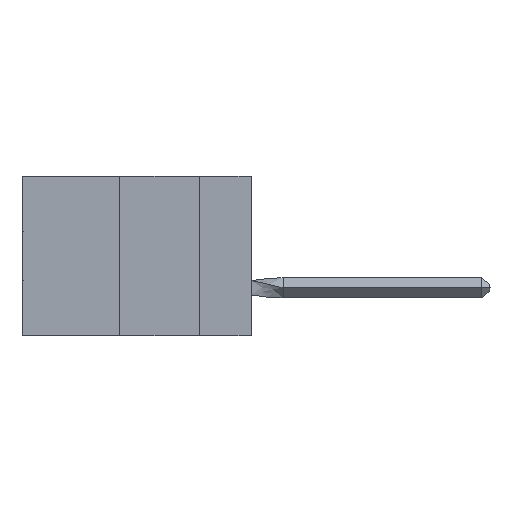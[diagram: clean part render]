
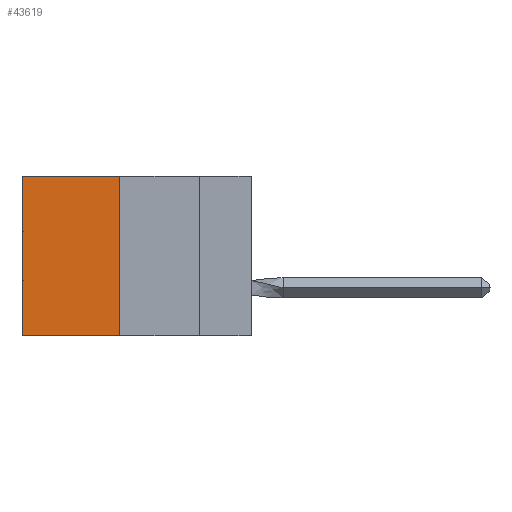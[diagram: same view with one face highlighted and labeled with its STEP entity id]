
A CAD part, left-side view. The second image highlights one B-rep face of the part: STEP entity #43619.
In plain terms, the highlighted planar face has unit normal (-1, 0, 0).
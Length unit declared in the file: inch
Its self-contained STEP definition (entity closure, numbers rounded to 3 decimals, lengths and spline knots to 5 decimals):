
#1746 = VERTEX_POINT ( 'NONE', #45733 ) ;
#4532 = AXIS2_PLACEMENT_3D ( 'NONE', #43488, #31895, #20803 ) ;
#6141 = CARTESIAN_POINT ( 'NONE',  ( 0.305, 0.413, -0.5 ) ) ;
#6455 = DIRECTION ( 'NONE',  ( 0., 1., 0. ) ) ;
#8026 = CARTESIAN_POINT ( 'NONE',  ( 0.305, 0.413, -0.5 ) ) ;
#11196 = CARTESIAN_POINT ( 'NONE',  ( 0.305, 0.413, 0. ) ) ;
#11596 = EDGE_CURVE ( 'NONE', #1746, #29455, #23657, .T. ) ;
#11979 = LINE ( 'NONE', #6141, #40351 ) ;
#14174 = ORIENTED_EDGE ( 'NONE', *, *, #37979, .T. ) ;
#14518 = CARTESIAN_POINT ( 'NONE',  ( 0.305, 0.72, 0. ) ) ;
#15521 = VECTOR ( 'NONE', #44089, 39.37008 ) ;
#19616 = LINE ( 'NONE', #42259, #33430 ) ;
#20803 = DIRECTION ( 'NONE',  ( 0., 0., -1. ) ) ;
#22616 = ORIENTED_EDGE ( 'NONE', *, *, #11596, .F. ) ;
#23332 = EDGE_LOOP ( 'NONE', ( #31276, #46986, #22616, #14174 ) ) ;
#23657 = LINE ( 'NONE', #31285, #46293 ) ;
#24928 = EDGE_CURVE ( 'NONE', #34989, #31183, #19616, .T. ) ;
#29455 = VERTEX_POINT ( 'NONE', #8026 ) ;
#30110 = FACE_OUTER_BOUND ( 'NONE', #23332, .T. ) ;
#30975 = DIRECTION ( 'NONE',  ( 0., 0., -1. ) ) ;
#31183 = VERTEX_POINT ( 'NONE', #45581 ) ;
#31276 = ORIENTED_EDGE ( 'NONE', *, *, #24928, .T. ) ;
#31285 = CARTESIAN_POINT ( 'NONE',  ( 0.305, 0.413, -0.5 ) ) ;
#31699 = LINE ( 'NONE', #11196, #15521 ) ;
#31769 = EDGE_CURVE ( 'NONE', #29455, #31183, #11979, .T. ) ;
#31895 = DIRECTION ( 'NONE',  ( 1., 0., 0. ) ) ;
#33430 = VECTOR ( 'NONE', #38175, 39.37008 ) ;
#34989 = VERTEX_POINT ( 'NONE', #14518 ) ;
#35309 = PLANE ( 'NONE',  #4532 ) ;
#37979 = EDGE_CURVE ( 'NONE', #1746, #34989, #31699, .T. ) ;
#38175 = DIRECTION ( 'NONE',  ( 0., 0., -1. ) ) ;
#40351 = VECTOR ( 'NONE', #6455, 39.37008 ) ;
#42259 = CARTESIAN_POINT ( 'NONE',  ( 0.305, 0.72, -0.5 ) ) ;
#43488 = CARTESIAN_POINT ( 'NONE',  ( 0.305, 0.413, -0.5 ) ) ;
#43619 = ADVANCED_FACE ( 'NONE', ( #30110 ), #35309, .F. ) ;
#44089 = DIRECTION ( 'NONE',  ( 0., 1., 0. ) ) ;
#45581 = CARTESIAN_POINT ( 'NONE',  ( 0.305, 0.72, -0.5 ) ) ;
#45733 = CARTESIAN_POINT ( 'NONE',  ( 0.305, 0.413, 0. ) ) ;
#46293 = VECTOR ( 'NONE', #30975, 39.37008 ) ;
#46986 = ORIENTED_EDGE ( 'NONE', *, *, #31769, .F. ) ;
